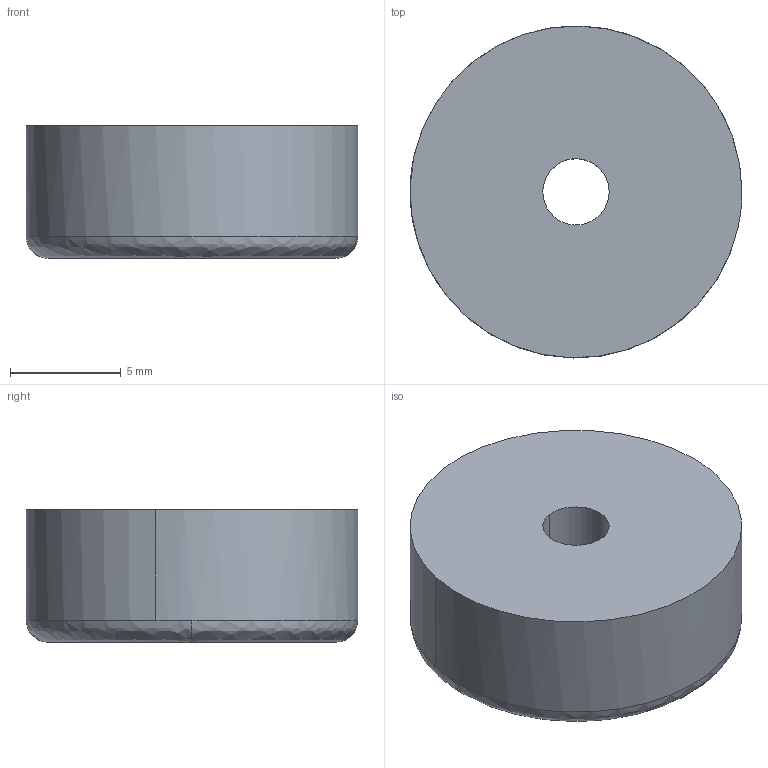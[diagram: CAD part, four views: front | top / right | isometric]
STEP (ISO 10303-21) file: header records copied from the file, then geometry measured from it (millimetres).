
FILE_DESCRIPTION( (''), '2;1');
FILE_NAME ('PC50.8404.TM_SK_156_13488.stp','2019-12-20T12:46:48',(''),(''),'spGate 15.6.1','','');
FILE_SCHEMA (('AUTOMOTIVE_DESIGN'));
Length unit declared in the file: millimetre
Products named in the file (3): Assembly; washer; rubber foot
Assembly tree (2 placements, depth 2):
  Assembly
    washer
    rubber foot
Bounding box: 15 x 15 x 6 mm (x, y, z)
Volume: 913.8 mm3; surface area: 887.2 mm2
Topology: 2 solids, 2 shells, 20 faces, 55 edges, 41 vertices
Faces by surface type: cylinder 12, plane 6, bspline 2
Entity records: 1223 total; most frequent: CARTESIAN_POINT 190, DIRECTION 130, ORIENTED_EDGE 110, COLOUR_RGB 77, PRESENTATION_STYLE_ASSIGNMENT 77, STYLED_ITEM 77, AXIS2_PLACEMENT_3D 65, EDGE_CURVE 55
